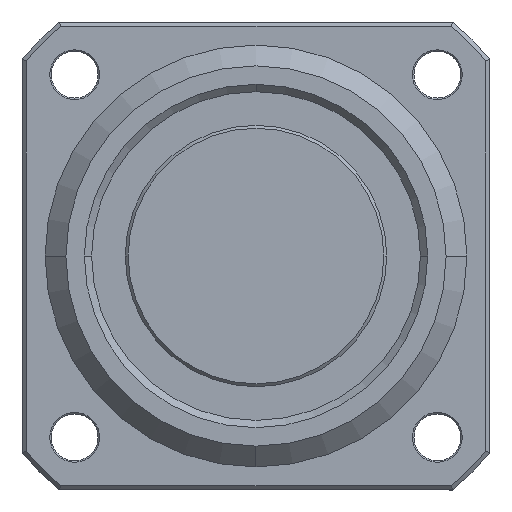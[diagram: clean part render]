
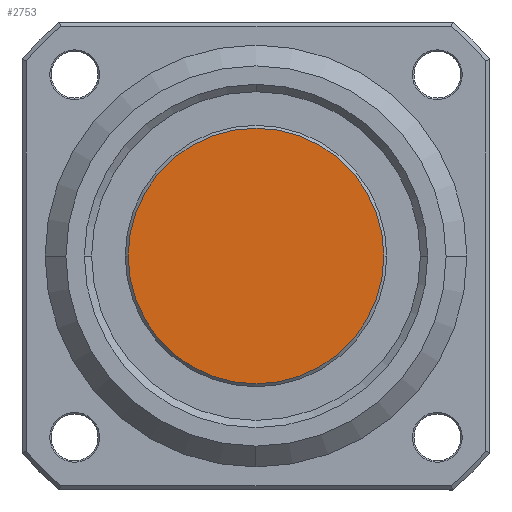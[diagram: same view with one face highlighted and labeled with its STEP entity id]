
A CAD part, left-side view. The second image highlights one B-rep face of the part: STEP entity #2753.
In plain terms, the highlighted planar face has unit normal (-1, 0, 0).
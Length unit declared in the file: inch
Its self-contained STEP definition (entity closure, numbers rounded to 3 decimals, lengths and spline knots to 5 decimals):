
#446 = FACE_OUTER_BOUND ( 'NONE', #5688, .T. ) ;
#509 = AXIS2_PLACEMENT_3D ( 'NONE', #3178, #796, #5033 ) ;
#796 = DIRECTION ( 'NONE',  ( 1., 0., 0. ) ) ;
#1350 = CARTESIAN_POINT ( 'NONE',  ( 0., 0., 0. ) ) ;
#1616 = CARTESIAN_POINT ( 'NONE',  ( 0., 0., 0. ) ) ;
#2171 = DIRECTION ( 'NONE',  ( 1., 0., 0. ) ) ;
#2753 = ADVANCED_FACE ( 'NONE', ( #446 ), #4096, .T. ) ;
#2843 = EDGE_CURVE ( 'NONE', #4743, #3484, #4537, .T. ) ;
#2964 = EDGE_CURVE ( 'NONE', #3484, #4743, #3158, .T. ) ;
#3085 = ORIENTED_EDGE ( 'NONE', *, *, #2843, .F. ) ;
#3158 = CIRCLE ( 'NONE', #509, 0.34409 ) ;
#3178 = CARTESIAN_POINT ( 'NONE',  ( 0., 0., 0. ) ) ;
#3484 = VERTEX_POINT ( 'NONE', #3640 ) ;
#3640 = CARTESIAN_POINT ( 'NONE',  ( 0., 0.34409, 0. ) ) ;
#3991 = DIRECTION ( 'NONE',  ( 0., 1., 0. ) ) ;
#4096 = PLANE ( 'NONE',  #4820 ) ;
#4123 = CARTESIAN_POINT ( 'NONE',  ( 0., -0.34409, 0. ) ) ;
#4537 = CIRCLE ( 'NONE', #5230, 0.34409 ) ;
#4743 = VERTEX_POINT ( 'NONE', #4123 ) ;
#4820 = AXIS2_PLACEMENT_3D ( 'NONE', #1350, #5978, #5097 ) ;
#5033 = DIRECTION ( 'NONE',  ( 0., 0., -1. ) ) ;
#5097 = DIRECTION ( 'NONE',  ( 0., 0., 1. ) ) ;
#5230 = AXIS2_PLACEMENT_3D ( 'NONE', #1616, #2171, #3991 ) ;
#5593 = ORIENTED_EDGE ( 'NONE', *, *, #2964, .F. ) ;
#5688 = EDGE_LOOP ( 'NONE', ( #3085, #5593 ) ) ;
#5978 = DIRECTION ( 'NONE',  ( -1., 0., 0. ) ) ;
